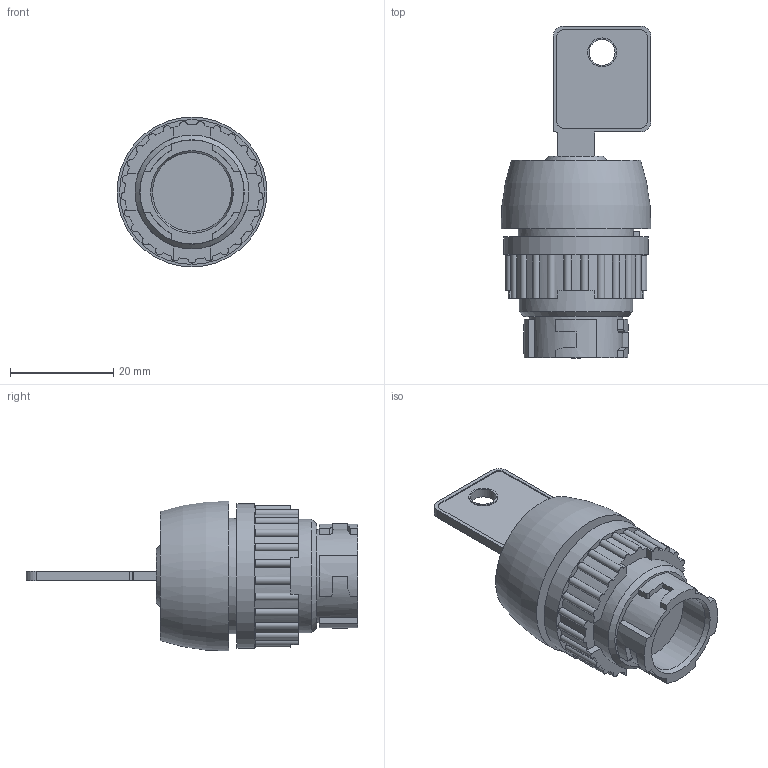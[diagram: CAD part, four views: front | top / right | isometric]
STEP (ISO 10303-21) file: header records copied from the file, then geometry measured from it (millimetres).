
FILE_DESCRIPTION(/* description */ ('STEP AP214'),/* implementation_level */ '2;1');
FILE_NAME(/* name */ '573107_Q-22-B',/* time_stamp */ '2024-09-14T01:15:15+02:00',/* author */ ('License CC BY-ND 4.0'),/* organization */ ('CADENAS'),/* preprocessor_version */ 'ST-DEVELOPER v19.3',/* originating_system */ 'PARTsolutions',/* authorisation */ ' ');
FILE_SCHEMA (('AUTOMOTIVE_DESIGN {1 0 10303 214 3 1 1}'));
Length unit declared in the file: millimetre
Products named in the file (1): 573107 Q-22-B
Bounding box: 29 x 64.2 x 29 mm (x, y, z)
Volume: 18225.1 mm3; surface area: 6364.2 mm2
Topology: 1 solids, 1 shells, 171 faces, 469 edges, 312 vertices
Faces by surface type: plane 111, cylinder 55, cone 4, torus 1
Full cylindrical faces by diameter (mm): 5 x1, 5.6 x2, 15.272 x1, 18 x1, 22 x1, 22.3 x1, 26 x1, 28 x1
Entity records: 6633 total; most frequent: DIRECTION 988, CARTESIAN_POINT 962, ORIENTED_EDGE 900, EDGE_CURVE 450, AXIS2_PLACEMENT_3D 377, VERTEX_POINT 307, LINE 234, VECTOR 234
